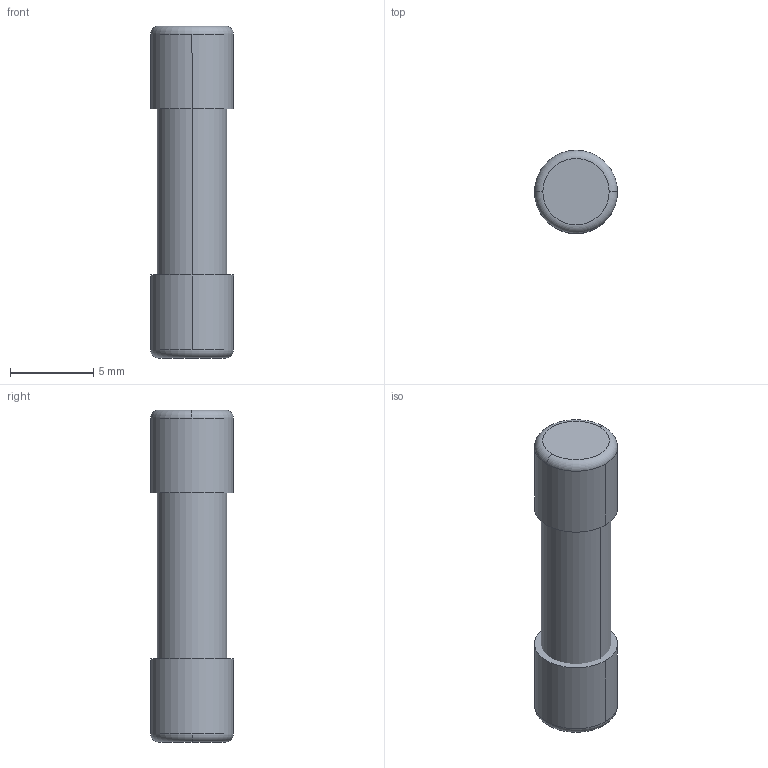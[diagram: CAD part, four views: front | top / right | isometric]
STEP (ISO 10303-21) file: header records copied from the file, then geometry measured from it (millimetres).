
FILE_DESCRIPTION((''),'2;1');
FILE_NAME('FUSE_SCHURTER_FSF5X20_v.stp','2012-09-20T11:15:20',(''),(''),'Mechanical Desktop 2011','Mechanical Desktop 2011',', , ');
FILE_SCHEMA(('AUTOMOTIVE_DESIGN { 1 2 10303 214 1 1 1 1 }'));
Length unit declared in the file: millimetre
Products named in the file (1): Product
Bounding box: 5 x 5 x 20 mm (x, y, z)
Volume: 460.7 mm3; surface area: 509.7 mm2
Topology: 3 solids, 3 shells, 16 faces, 32 edges, 22 vertices
Faces by surface type: bspline 4, torus 4, cylinder 4, plane 4
Entity records: 514 total; most frequent: CARTESIAN_POINT 111, DIRECTION 84, ORIENTED_EDGE 64, AXIS2_PLACEMENT_3D 39, EDGE_CURVE 32, CIRCLE 26, VERTEX_POINT 22, EDGE_LOOP 16
